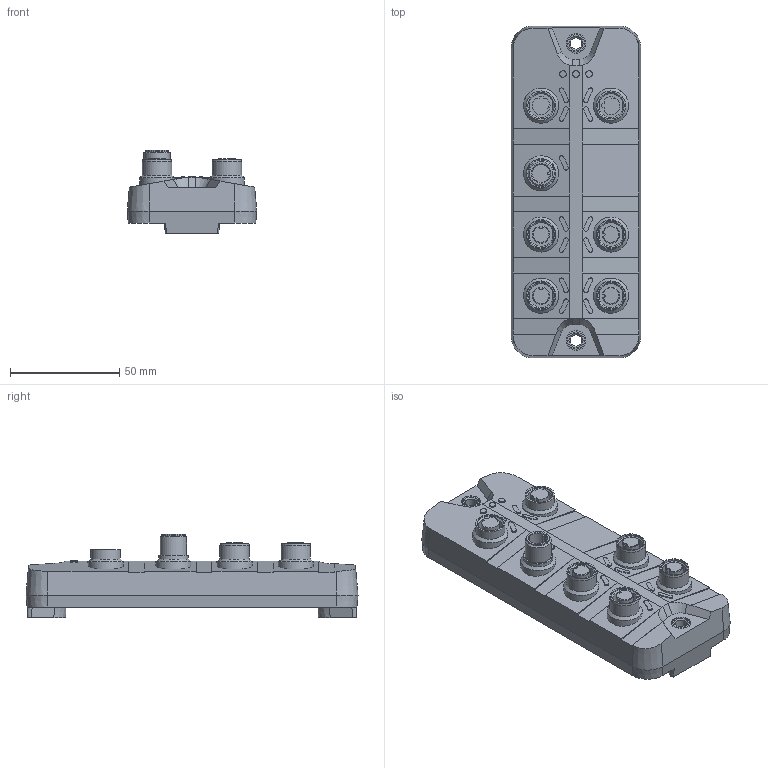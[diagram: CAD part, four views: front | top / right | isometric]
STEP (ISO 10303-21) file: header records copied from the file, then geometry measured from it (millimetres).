
FILE_DESCRIPTION( ( 'STEP AP203' ), ' ' );
FILE_NAME( 'AL1100.stp', '2017-01-23T10:04:25', ( '' ), ( '' ), ' ', 'PARTsolutions', ' ' );
FILE_SCHEMA( ( 'CONFIG_CONTROL_DESIGN' ) );
Length unit declared in the file: millimetre
Products named in the file (1): _AL1100
Bounding box: 59.3 x 152 x 38.25 mm (x, y, z)
Volume: 173295.6 mm3; surface area: 31641.3 mm2
Topology: 1 solids, 1 shells, 284 faces, 662 edges, 424 vertices
Faces by surface type: plane 131, cylinder 105, cone 44, torus 4
Full cylindrical faces by diameter (mm): 3 x3, 5.3 x2, 8.3 x1, 10.7 x1, 10.917 x6, 12 x1, 12.1 x6, 13.5 x7, 16 x7
Entity records: 7876 total; most frequent: DIRECTION 1426, CARTESIAN_POINT 1367, ORIENTED_EDGE 1196, EDGE_CURVE 598, AXIS2_PLACEMENT_3D 555, VERTEX_POINT 420, EDGE_LOOP 392, FACE_OUTER_BOUND 318
